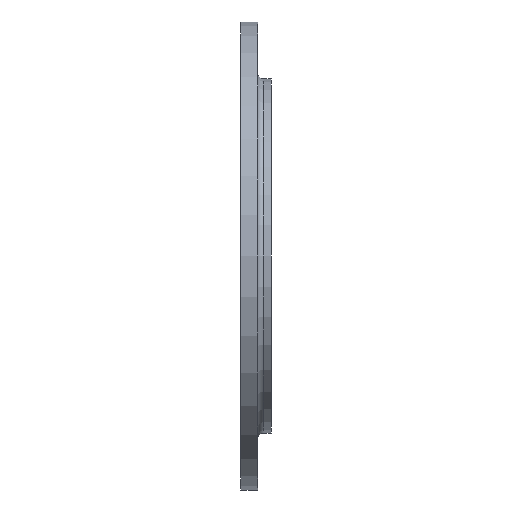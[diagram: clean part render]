
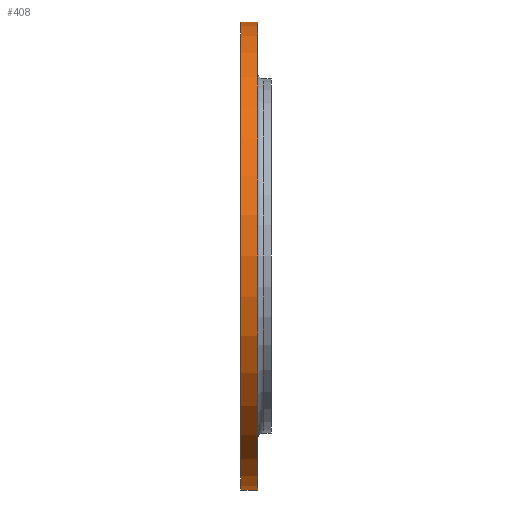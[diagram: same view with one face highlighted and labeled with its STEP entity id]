
A CAD part, front view. The second image highlights one B-rep face of the part: STEP entity #408.
In plain terms, the highlighted cylindrical face has radius 241.3 mm (diameter 482.6 mm), a partial arc.
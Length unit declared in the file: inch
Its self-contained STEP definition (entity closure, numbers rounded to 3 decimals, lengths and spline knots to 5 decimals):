
#16 = EDGE_CURVE ( 'NONE', #693, #1084, #233, .T. ) ;
#23 = VERTEX_POINT ( 'NONE', #762 ) ;
#27 = CIRCLE ( 'NONE', #45, 9.5 ) ;
#45 = AXIS2_PLACEMENT_3D ( 'NONE', #729, #636, #830 ) ;
#54 = EDGE_CURVE ( 'NONE', #268, #693, #176, .T. ) ;
#170 = CARTESIAN_POINT ( 'NONE',  ( 0., 0., 0. ) ) ;
#176 = LINE ( 'NONE', #665, #781 ) ;
#186 = CARTESIAN_POINT ( 'NONE',  ( -0.13764, 0., 0. ) ) ;
#192 = EDGE_LOOP ( 'NONE', ( #808, #715, #353, #945 ) ) ;
#223 = DIRECTION ( 'NONE',  ( -1., 0., 0. ) ) ;
#233 = CIRCLE ( 'NONE', #757, 9.5 ) ;
#238 = CYLINDRICAL_SURFACE ( 'NONE', #988, 9.5 ) ;
#268 = VERTEX_POINT ( 'NONE', #1222 ) ;
#272 = CARTESIAN_POINT ( 'NONE',  ( -0.13764, 0., 9.5 ) ) ;
#353 = ORIENTED_EDGE ( 'NONE', *, *, #661, .T. ) ;
#408 = ADVANCED_FACE ( 'NONE', ( #1211 ), #238, .T. ) ;
#557 = DIRECTION ( 'NONE',  ( -1., 0., 0. ) ) ;
#569 = DIRECTION ( 'NONE',  ( -1., 0., 0. ) ) ;
#636 = DIRECTION ( 'NONE',  ( -1., 0., 0. ) ) ;
#661 = EDGE_CURVE ( 'NONE', #23, #1084, #1185, .T. ) ;
#665 = CARTESIAN_POINT ( 'NONE',  ( 0., 0., -9.5 ) ) ;
#693 = VERTEX_POINT ( 'NONE', #697 ) ;
#697 = CARTESIAN_POINT ( 'NONE',  ( -0.13764, 0., -9.5 ) ) ;
#715 = ORIENTED_EDGE ( 'NONE', *, *, #845, .T. ) ;
#729 = CARTESIAN_POINT ( 'NONE',  ( 0.54986, 0., 0. ) ) ;
#757 = AXIS2_PLACEMENT_3D ( 'NONE', #186, #1056, #981 ) ;
#762 = CARTESIAN_POINT ( 'NONE',  ( 0.54986, 0., 9.5 ) ) ;
#781 = VECTOR ( 'NONE', #569, 39.37008 ) ;
#808 = ORIENTED_EDGE ( 'NONE', *, *, #54, .F. ) ;
#830 = DIRECTION ( 'NONE',  ( 0., 0., 1. ) ) ;
#845 = EDGE_CURVE ( 'NONE', #268, #23, #27, .T. ) ;
#942 = VECTOR ( 'NONE', #223, 39.37008 ) ;
#945 = ORIENTED_EDGE ( 'NONE', *, *, #16, .F. ) ;
#981 = DIRECTION ( 'NONE',  ( 0., 0., 1. ) ) ;
#988 = AXIS2_PLACEMENT_3D ( 'NONE', #170, #557, #1058 ) ;
#1056 = DIRECTION ( 'NONE',  ( -1., 0., 0. ) ) ;
#1058 = DIRECTION ( 'NONE',  ( 0., 0., 1. ) ) ;
#1084 = VERTEX_POINT ( 'NONE', #272 ) ;
#1101 = CARTESIAN_POINT ( 'NONE',  ( 0., 0., 9.5 ) ) ;
#1185 = LINE ( 'NONE', #1101, #942 ) ;
#1211 = FACE_OUTER_BOUND ( 'NONE', #192, .T. ) ;
#1222 = CARTESIAN_POINT ( 'NONE',  ( 0.54986, 0., -9.5 ) ) ;
